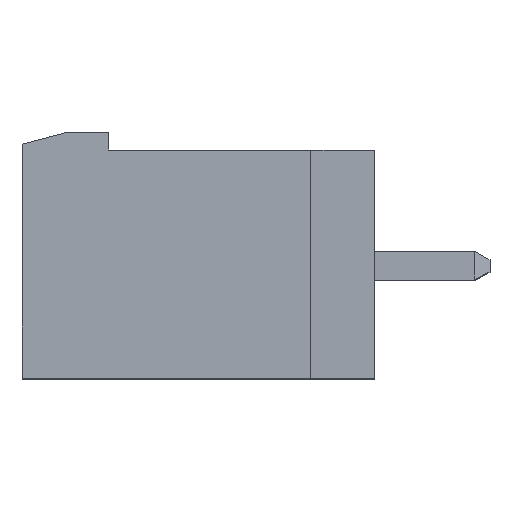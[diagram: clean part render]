
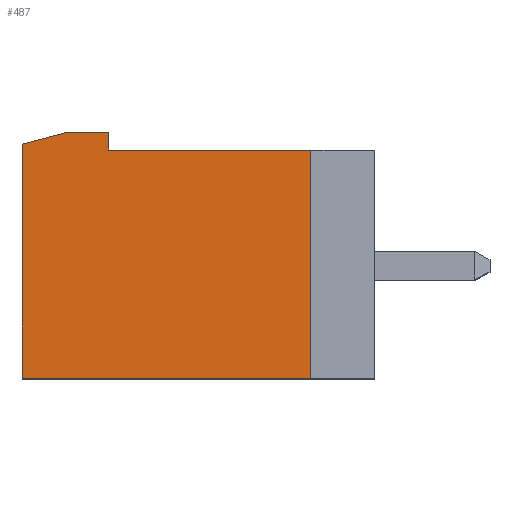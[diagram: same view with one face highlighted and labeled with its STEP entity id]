
A CAD part, top view. The second image highlights one B-rep face of the part: STEP entity #487.
In plain terms, the highlighted planar face has unit normal (0, 0, 1).
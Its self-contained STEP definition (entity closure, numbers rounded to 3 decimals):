
#487 = ADVANCED_FACE( '', ( #1000 ), #1001, .F. );
#1000 = FACE_OUTER_BOUND( '', #1524, .T. );
#1001 = PLANE( '', #1525 );
#1524 = EDGE_LOOP( '', ( #2914, #2915, #2916, #2917, #2918, #2919, #2920 ) );
#1525 = AXIS2_PLACEMENT_3D( '', #2921, #2922, #2923 );
#2914 = ORIENTED_EDGE( '', *, *, #3584, .F. );
#2915 = ORIENTED_EDGE( '', *, *, #3604, .F. );
#2916 = ORIENTED_EDGE( '', *, *, #3142, .F. );
#2917 = ORIENTED_EDGE( '', *, *, #3350, .F. );
#2918 = ORIENTED_EDGE( '', *, *, #3474, .F. );
#2919 = ORIENTED_EDGE( '', *, *, #3644, .F. );
#2920 = ORIENTED_EDGE( '', *, *, #3429, .F. );
#2921 = CARTESIAN_POINT( '', ( 197.225, 204.81, 56.76 ) );
#2922 = DIRECTION( '', ( 0., 0., -1. ) );
#2923 = DIRECTION( '', ( 0., -1., 0. ) );
#3142 = EDGE_CURVE( '', #3772, #3735, #3774, .T. );
#3350 = EDGE_CURVE( '', #4115, #3772, #4117, .T. );
#3429 = EDGE_CURVE( '', #4235, #4237, #4238, .T. );
#3474 = EDGE_CURVE( '', #4299, #4115, #4301, .T. );
#3584 = EDGE_CURVE( '', #4429, #4235, #4431, .T. );
#3604 = EDGE_CURVE( '', #3735, #4429, #4452, .T. );
#3644 = EDGE_CURVE( '', #4237, #4299, #4492, .T. );
#3735 = VERTEX_POINT( '', #4612 );
#3772 = VERTEX_POINT( '', #4667 );
#3774 = LINE( '', #4670, #4671 );
#4115 = VERTEX_POINT( '', #5180 );
#4117 = LINE( '', #5183, #5184 );
#4235 = VERTEX_POINT( '', #5362 );
#4237 = VERTEX_POINT( '', #5365 );
#4238 = LINE( '', #5366, #5367 );
#4299 = VERTEX_POINT( '', #5463 );
#4301 = LINE( '', #5466, #5467 );
#4429 = VERTEX_POINT( '', #5658 );
#4431 = LINE( '', #5661, #5662 );
#4452 = LINE( '', #5691, #5692 );
#4492 = LINE( '', #5750, #5751 );
#4612 = CARTESIAN_POINT( '', ( 195.718, 204.71, 56.76 ) );
#4667 = CARTESIAN_POINT( '', ( 194.225, 204.31, 56.76 ) );
#4670 = CARTESIAN_POINT( '', ( 195.718, 204.71, 56.76 ) );
#4671 = VECTOR( '', #5830, 1000. );
#5180 = CARTESIAN_POINT( '', ( 194.225, 196.21, 56.76 ) );
#5183 = CARTESIAN_POINT( '', ( 194.225, 204.41, 56.76 ) );
#5184 = VECTOR( '', #6009, 1000. );
#5362 = CARTESIAN_POINT( '', ( 197.225, 204.11, 56.76 ) );
#5365 = CARTESIAN_POINT( '', ( 204.225, 204.11, 56.76 ) );
#5366 = CARTESIAN_POINT( '', ( 204.025, 204.11, 56.76 ) );
#5367 = VECTOR( '', #6074, 1000. );
#5463 = CARTESIAN_POINT( '', ( 204.225, 196.21, 56.76 ) );
#5466 = CARTESIAN_POINT( '', ( 194.225, 196.21, 56.76 ) );
#5467 = VECTOR( '', #6111, 1000. );
#5658 = CARTESIAN_POINT( '', ( 197.225, 204.71, 56.76 ) );
#5661 = CARTESIAN_POINT( '', ( 197.225, 204.31, 56.76 ) );
#5662 = VECTOR( '', #6188, 1000. );
#5691 = CARTESIAN_POINT( '', ( 197.225, 204.71, 56.76 ) );
#5692 = VECTOR( '', #6197, 1000. );
#5750 = CARTESIAN_POINT( '', ( 204.225, 196.21, 56.76 ) );
#5751 = VECTOR( '', #6216, 1000. );
#5830 = DIRECTION( '', ( 0.966, 0.259, 0. ) );
#6009 = DIRECTION( '', ( 0., 1., 0. ) );
#6074 = DIRECTION( '', ( 1., 0., 0. ) );
#6111 = DIRECTION( '', ( -1., 0., 0. ) );
#6188 = DIRECTION( '', ( 0., -1., 0. ) );
#6197 = DIRECTION( '', ( 1., 0., 0. ) );
#6216 = DIRECTION( '', ( 0., -1., 0. ) );
